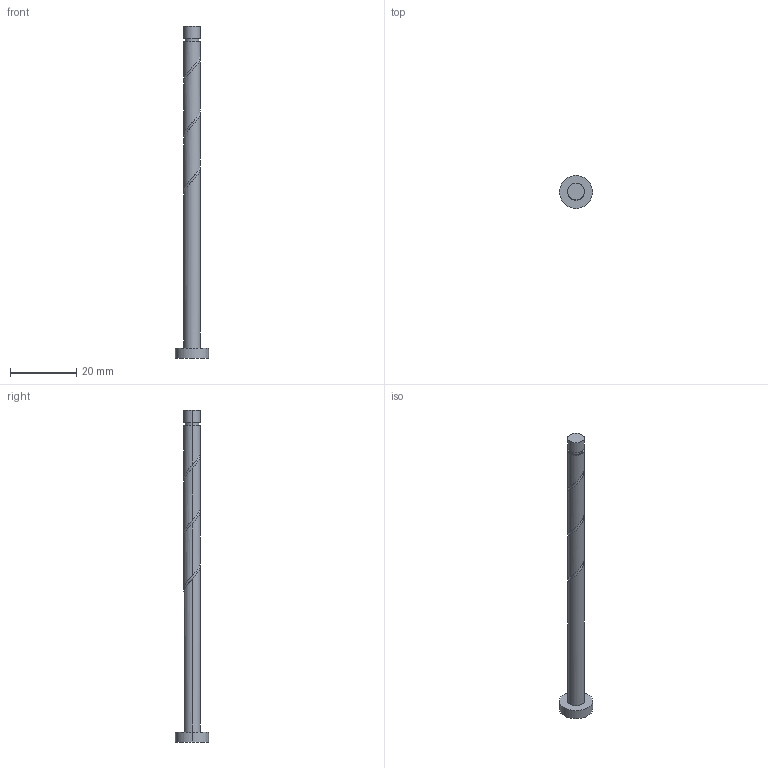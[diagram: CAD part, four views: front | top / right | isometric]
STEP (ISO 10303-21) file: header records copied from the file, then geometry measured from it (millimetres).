
FILE_DESCRIPTION (( 'STEP AP203' ), '1' );
FILE_NAME ('ece2.STEP', '2025-03-20T00:42:50', ( '' ), ( '' ), 'SwSTEP 2.0', 'SolidWorks 2019', '' );
FILE_SCHEMA (( 'CONFIG_CONTROL_DESIGN' ));
Length unit declared in the file: millimetre
Products named in the file (1): ece2
Bounding box: 10 x 10 x 100 mm (x, y, z)
Volume: 2114.3 mm3; surface area: 1822.8 mm2
Topology: 1 solids, 1 shells, 21 faces, 51 edges, 33 vertices
Faces by surface type: cylinder 14, plane 6, bspline 1
Entity records: 1468 total; most frequent: CARTESIAN_POINT 924, ORIENTED_EDGE 100, DIRECTION 100, EDGE_CURVE 50, AXIS2_PLACEMENT_3D 43, VERTEX_POINT 33, EDGE_LOOP 23, CIRCLE 22
